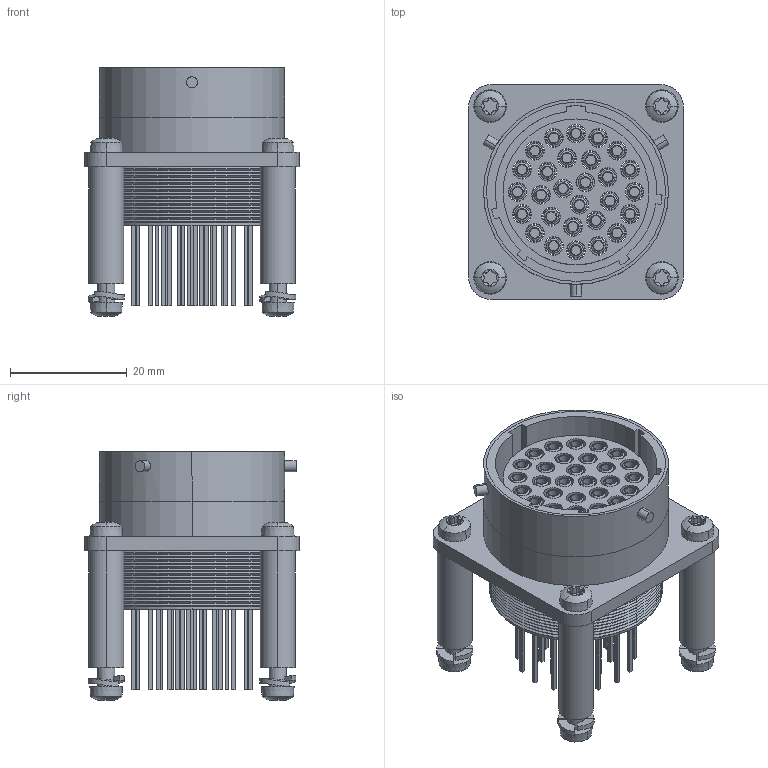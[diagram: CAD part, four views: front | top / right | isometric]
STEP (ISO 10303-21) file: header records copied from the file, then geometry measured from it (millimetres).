
FILE_DESCRIPTION((''),'2;1');
FILE_NAME('EDA-02444-V1-0.stp','2011-12-08T16:25:45',(''),(''),'Mechanical Desktop 2011','Mechanical Desktop 2011',', , ');
FILE_SCHEMA(('AUTOMOTIVE_DESIGN { 1 2 10303 214 1 1 1 1 }'));
Length unit declared in the file: millimetre
Products named in the file (2): Product; 1
Bounding box: 36.75 x 36.75 x 42.61 mm (x, y, z)
Volume: 17410.8 mm3; surface area: 27047.9 mm2
Topology: 46 solids, 46 shells, 979 faces, 2227 edges, 1441 vertices
Faces by surface type: cylinder 420, plane 375, cone 112, torus 56, sphere 16
Entity records: 27220 total; most frequent: CARTESIAN_POINT 5691, DIRECTION 4814, ORIENTED_EDGE 4130, EDGE_CURVE 2065, AXIS2_PLACEMENT_3D 1946, VERTEX_POINT 1333, EDGE_LOOP 1094, CIRCLE 1006
